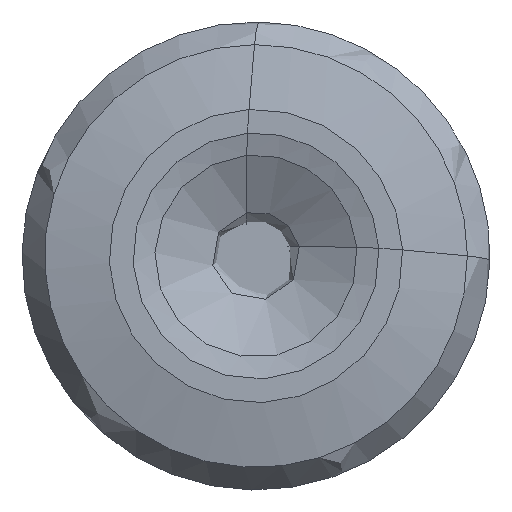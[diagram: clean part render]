
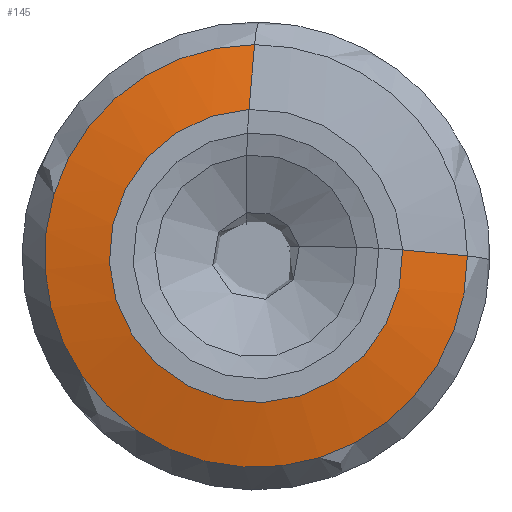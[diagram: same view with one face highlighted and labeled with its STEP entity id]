
A CAD part, left-side view. The second image highlights one B-rep face of the part: STEP entity #145.
In plain terms, the highlighted free-form (B-spline) face has degree [1, 3] with [2, 7] control points.
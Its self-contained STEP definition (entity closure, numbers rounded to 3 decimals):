
#145=ADVANCED_FACE('',(#230),#201,.F.);
#201=(
BOUNDED_SURFACE()
B_SPLINE_SURFACE(1,3,((#1207,#1208,#1209,#1210,#1211,#1212,#1213),(#1214,
#1215,#1216,#1217,#1218,#1219,#1220)),.UNSPECIFIED.,.F.,.F.,.F.)
B_SPLINE_SURFACE_WITH_KNOTS((2,2),(4,3,4),(0.,1.),(0.,0.5,1.),
 .UNSPECIFIED.)
GEOMETRIC_REPRESENTATION_ITEM()
RATIONAL_B_SPLINE_SURFACE(((1.,0.589,0.589,1.,0.589,
0.589,1.),(1.,0.589,0.589,1.,0.589,
0.589,1.)))
REPRESENTATION_ITEM('')
SURFACE()
);
#230=FACE_OUTER_BOUND('',#262,.T.);
#262=EDGE_LOOP('',(#430,#431,#432,#433));
#347=CIRCLE('',#772,10.028);
#348=CIRCLE('',#774,14.448);
#430=ORIENTED_EDGE('',*,*,#650,.F.);
#431=ORIENTED_EDGE('',*,*,#651,.T.);
#432=ORIENTED_EDGE('',*,*,#647,.T.);
#433=ORIENTED_EDGE('',*,*,#652,.T.);
#584=VERTEX_POINT('',#1197);
#585=VERTEX_POINT('',#1198);
#586=VERTEX_POINT('',#1203);
#587=VERTEX_POINT('',#1204);
#647=EDGE_CURVE('',#584,#585,#347,.T.);
#650=EDGE_CURVE('',#586,#587,#348,.T.);
#651=EDGE_CURVE('',#586,#584,#724,.T.);
#652=EDGE_CURVE('',#585,#587,#725,.T.);
#724=LINE('',#1205,#748);
#725=LINE('',#1206,#749);
#748=VECTOR('',#891,1.);
#749=VECTOR('',#892,1.);
#772=AXIS2_PLACEMENT_3D('',#1196,#883,#884);
#774=AXIS2_PLACEMENT_3D('',#1202,#889,#890);
#883=DIRECTION('',(1.,0.,0.));
#884=DIRECTION('',(0.,-0.999,0.042));
#889=DIRECTION('',(1.,0.,0.));
#890=DIRECTION('',(0.,-1.,0.));
#891=DIRECTION('',(-0.215,0.972,0.091));
#892=DIRECTION('',(0.215,-0.085,0.973));
#1196=CARTESIAN_POINT('',(0.,0.,0.));
#1197=CARTESIAN_POINT('',(0.,-10.019,0.42));
#1198=CARTESIAN_POINT('',(0.,0.483,10.016));
#1202=CARTESIAN_POINT('',(0.981,0.,0.));
#1203=CARTESIAN_POINT('',(0.981,-14.448,0.007));
#1204=CARTESIAN_POINT('',(0.981,0.097,14.448));
#1205=CARTESIAN_POINT('',(0.,-10.019,0.42));
#1206=CARTESIAN_POINT('',(0.,0.483,10.016));
#1207=CARTESIAN_POINT('',(0.,-10.019,0.42));
#1208=CARTESIAN_POINT('',(0.,-10.457,-10.043));
#1209=CARTESIAN_POINT('',(0.,-0.966,-14.466));
#1210=CARTESIAN_POINT('',(0.,6.764,-7.402));
#1211=CARTESIAN_POINT('',(0.,14.494,-0.338));
#1212=CARTESIAN_POINT('',(0.,10.942,9.512));
#1213=CARTESIAN_POINT('',(0.,0.483,10.016));
#1214=CARTESIAN_POINT('',(0.981,-14.448,0.007));
#1215=CARTESIAN_POINT('',(0.981,-14.455,-15.081));
#1216=CARTESIAN_POINT('',(0.981,-0.527,-20.883));
#1217=CARTESIAN_POINT('',(0.981,10.179,-10.253));
#1218=CARTESIAN_POINT('',(0.981,20.886,0.377));
#1219=CARTESIAN_POINT('',(0.981,15.185,14.346));
#1220=CARTESIAN_POINT('',(0.981,0.097,14.448));
